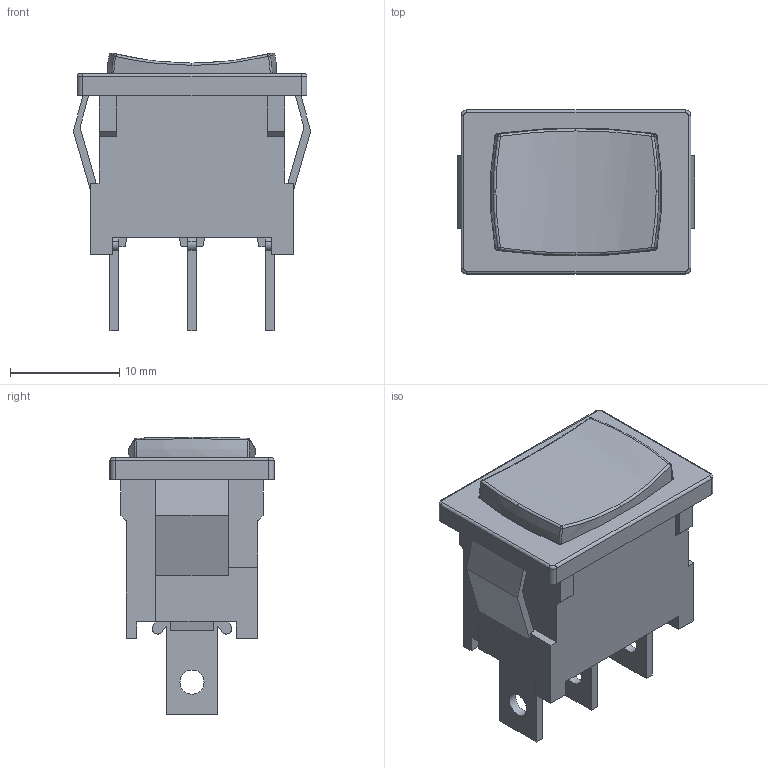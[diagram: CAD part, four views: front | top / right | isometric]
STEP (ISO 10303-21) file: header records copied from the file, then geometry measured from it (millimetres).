
FILE_DESCRIPTION(/* description */ (''),/* implementation_level */ '2;1');
FILE_NAME(/* name */ 'Switch v1.step',/* time_stamp */ '2025-11-04T16:41:59-03:00',/* author */ (''),/* organization */ (''),/* preprocessor_version */ 'ST-DEVELOPER v20.1',/* originating_system */ 'Autodesk Translation Framework v14.17.0.0',/* authorisation */ '');
FILE_SCHEMA (('AUTOMOTIVE_DESIGN { 1 0 10303 214 3 1 1 }'));
Length unit declared in the file: millimetre
Products named in the file (1): C-1571079-7
Bounding box: 21.7 x 15 x 25.39 mm (x, y, z)
Volume: 3764 mm3; surface area: 2307.6 mm2
Topology: 1 solids, 1 shells, 163 faces, 447 edges, 290 vertices
Faces by surface type: plane 107, cylinder 34, bspline 16, sphere 4, torus 2
Full cylindrical faces by diameter (mm): 2.2 x3
Entity records: 6322 total; most frequent: CARTESIAN_POINT 2119, ORIENTED_EDGE 894, DIRECTION 803, EDGE_CURVE 447, LINE 339, VECTOR 339, VERTEX_POINT 290, AXIS2_PLACEMENT_3D 232
